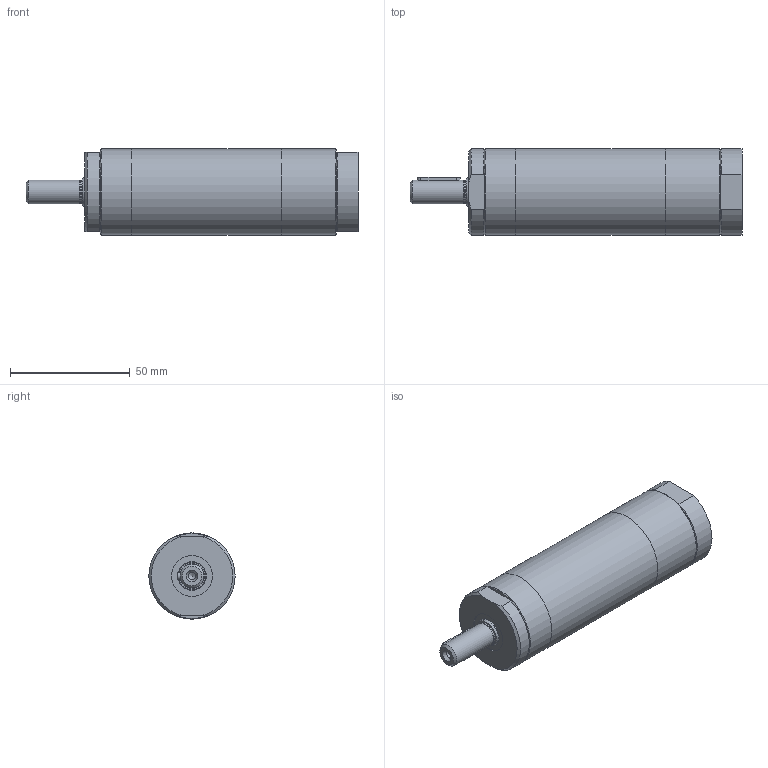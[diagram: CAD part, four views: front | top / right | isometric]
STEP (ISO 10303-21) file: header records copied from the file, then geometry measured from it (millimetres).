
FILE_DESCRIPTION(/* description */ ('MUD 16-650'),/* implementation_level */ '2;1');
FILE_NAME(/* name */ 'MUD 16-650_29945047.stp',/* time_stamp */ '2023-10-26T16:56:07+02:00',/* author */ ('DSteinicke'),/* organization */ (''),/* preprocessor_version */ 'ST-DEVELOPER v19.2',/* originating_system */ 'Autodesk Inventor 2024',/* authorisation */ '');
FILE_SCHEMA (('AUTOMOTIVE_DESIGN { 1 0 10303 214 3 1 1 }'));
Length unit declared in the file: millimetre
Products named in the file (1): 29945047
Bounding box: 138.5 x 36 x 36 mm (x, y, z)
Volume: 115154.3 mm3; surface area: 16730.4 mm2
Topology: 1 solids, 1 shells, 120 faces, 301 edges, 196 vertices
Faces by surface type: plane 78, cylinder 17, cone 16, bspline 7, torus 2
Full cylindrical faces by diameter (mm): 3.242 x1, 8.566 x2, 9.8 x1, 10 x1, 11.445 x1, 11.95 x1, 17 x1, 36 x3
Entity records: 3809 total; most frequent: CARTESIAN_POINT 790, ORIENTED_EDGE 600, DIRECTION 557, EDGE_CURVE 300, LINE 211, VECTOR 211, VERTEX_POINT 196, AXIS2_PLACEMENT_3D 173
